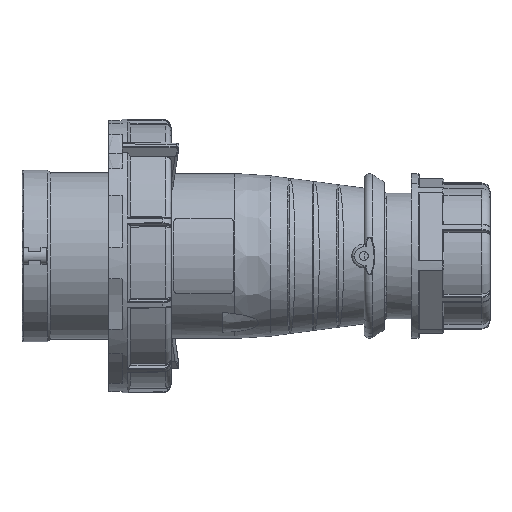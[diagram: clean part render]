
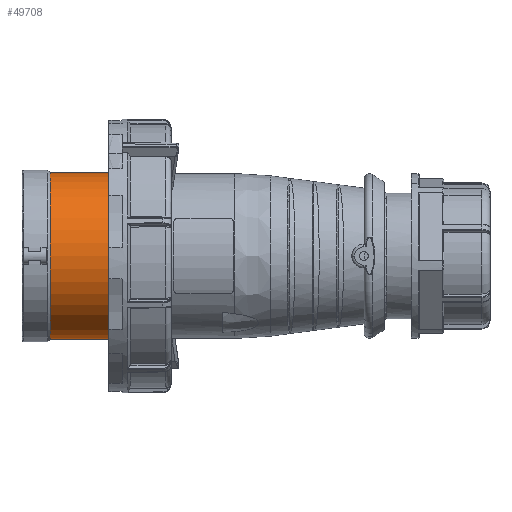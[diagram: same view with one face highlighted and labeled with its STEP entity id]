
A CAD part, left-side view. The second image highlights one B-rep face of the part: STEP entity #49708.
In plain terms, the highlighted cylindrical face has radius 30.6 mm (diameter 61.2 mm), a partial arc.
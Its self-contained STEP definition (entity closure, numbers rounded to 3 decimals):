
#176 = EDGE_CURVE ( 'NONE', #5767, #49277, #49278, .T. ) ;
#268 = EDGE_CURVE ( 'NONE', #52679, #36164, #36492, .T. ) ;
#1526 = CARTESIAN_POINT ( 'NONE',  ( -38.243, 17.81, 27.506 ) ) ;
#1798 = CARTESIAN_POINT ( 'NONE',  ( -49.013, 17.81, 18.667 ) ) ;
#2137 = CARTESIAN_POINT ( 'NONE',  ( -44.904, 45.11, -23.055 ) ) ;
#2344 = CARTESIAN_POINT ( 'NONE',  ( -55.086, 17.81, -4.006 ) ) ;
#2691 = CARTESIAN_POINT ( 'NONE',  ( -55.283, 45.11, -2.003 ) ) ;
#3256 = CARTESIAN_POINT ( 'NONE',  ( -38.243, 45.11, 27.506 ) ) ;
#3334 = AXIS2_PLACEMENT_3D ( 'NONE', #5499, #18656, #18084 ) ;
#5499 = CARTESIAN_POINT ( 'NONE',  ( -24.682, 6000045.11, 0. ) ) ;
#5767 = VERTEX_POINT ( 'NONE', #31234 ) ;
#5999 = CARTESIAN_POINT ( 'NONE',  ( -44.904, 17.81, 23.055 ) ) ;
#6259 = CARTESIAN_POINT ( 'NONE',  ( -53.72, 17.81, 9.86 ) ) ;
#6484 = CARTESIAN_POINT ( 'NONE',  ( -24.682, 45.11, -30.6 ) ) ;
#6602 = CARTESIAN_POINT ( 'NONE',  ( -51.239, 45.11, -15.336 ) ) ;
#6896 = CARTESIAN_POINT ( 'NONE',  ( -28.687, 45.11, -30.405 ) ) ;
#7445 = CARTESIAN_POINT ( 'NONE',  ( -47.737, 45.11, 20.222 ) ) ;
#7723 = VECTOR ( 'NONE', #45403, 1000. ) ;
#9895 = CARTESIAN_POINT ( 'NONE',  ( -51.239, 17.81, 15.336 ) ) ;
#10167 = CARTESIAN_POINT ( 'NONE',  ( -26.684, 17.81, -30.602 ) ) ;
#10530 = CARTESIAN_POINT ( 'NONE',  ( -43.348, 45.11, 24.332 ) ) ;
#10710 = CARTESIAN_POINT ( 'NONE',  ( -47.737, 17.81, 20.222 ) ) ;
#10966 = CARTESIAN_POINT ( 'NONE',  ( -54.305, 17.81, 7.935 ) ) ;
#11047 = CARTESIAN_POINT ( 'NONE',  ( -26.684, 45.11, -30.602 ) ) ;
#11617 = CARTESIAN_POINT ( 'NONE',  ( -34.542, 45.11, -29.039 ) ) ;
#13703 = ORIENTED_EDGE ( 'NONE', *, *, #176, .F. ) ;
#13894 = CYLINDRICAL_SURFACE ( 'NONE', #3334, 30.6 ) ;
#14105 = CARTESIAN_POINT ( 'NONE',  ( -52.187, 17.81, -13.561 ) ) ;
#14373 = CARTESIAN_POINT ( 'NONE',  ( -49.013, 17.81, -18.667 ) ) ;
#14639 = CARTESIAN_POINT ( 'NONE',  ( -51.239, 17.81, -15.336 ) ) ;
#14925 = CARTESIAN_POINT ( 'NONE',  ( -40.018, 17.81, 26.557 ) ) ;
#15002 = CARTESIAN_POINT ( 'NONE',  ( -26.684, 45.11, 30.602 ) ) ;
#18084 = DIRECTION ( 'NONE',  ( 0., 0., -1. ) ) ;
#18585 = CARTESIAN_POINT ( 'NONE',  ( -54.305, 17.81, -7.935 ) ) ;
#18656 = DIRECTION ( 'NONE',  ( 0., -1., 0. ) ) ;
#18843 = CARTESIAN_POINT ( 'NONE',  ( -53.72, 17.81, -9.86 ) ) ;
#19104 = CARTESIAN_POINT ( 'NONE',  ( -24.682, 17.81, 30.6 ) ) ;
#19185 = CARTESIAN_POINT ( 'NONE',  ( -55.086, 45.11, -4.006 ) ) ;
#20310 = CARTESIAN_POINT ( 'NONE',  ( -24.682, 45.11, -30.6 ) ) ;
#20485 = ORIENTED_EDGE ( 'NONE', *, *, #48527, .F. ) ;
#22763 = CARTESIAN_POINT ( 'NONE',  ( -26.684, 17.81, 30.602 ) ) ;
#23042 = CARTESIAN_POINT ( 'NONE',  ( -32.616, 17.81, 29.623 ) ) ;
#23646 = CARTESIAN_POINT ( 'NONE',  ( -49.013, 45.11, -18.667 ) ) ;
#23932 = CARTESIAN_POINT ( 'NONE',  ( -47.737, 45.11, -20.222 ) ) ;
#25772 = ORIENTED_EDGE ( 'NONE', *, *, #47151, .F. ) ;
#25903 = FACE_OUTER_BOUND ( 'NONE', #51782, .T. ) ;
#26301 = B_SPLINE_CURVE_WITH_KNOTS ( 'NONE', 3,
 ( #20310, #11047, #6896, #54009, #11617, #27819, #28094, #32834, #2137, #23932, #23646, #6602, #49824, #40919, #44818, #19185, #2691, #32013, #36198, #40651, #49544, #28648, #53724, #53200, #7445, #54282, #10530, #45653, #3256, #36729, #37307, #41486, #15002, #48993 ),
 .UNSPECIFIED., .F., .F.,
 ( 4, 2, 2, 2, 2, 2, 2, 2, 2, 2, 2, 2, 2, 2, 2, 2, 4 ),
 ( 0., 0.063, 0.125, 0.188, 0.25, 0.313, 0.375, 0.438, 0.5, 0.563, 0.625, 0.688, 0.75, 0.813, 0.875, 0.938, 1. ),
 .UNSPECIFIED. ) ;
#26916 = CARTESIAN_POINT ( 'NONE',  ( -28.687, 17.81, -30.405 ) ) ;
#27311 = DIRECTION ( 'NONE',  ( 0., -1., 0. ) ) ;
#27745 = CARTESIAN_POINT ( 'NONE',  ( -55.283, 17.81, -2.003 ) ) ;
#27819 = CARTESIAN_POINT ( 'NONE',  ( -38.243, 45.11, -27.506 ) ) ;
#28094 = CARTESIAN_POINT ( 'NONE',  ( -40.018, 45.11, -26.557 ) ) ;
#28648 = CARTESIAN_POINT ( 'NONE',  ( -52.187, 45.11, 13.561 ) ) ;
#30854 = VECTOR ( 'NONE', #27311, 1000. ) ;
#31234 = CARTESIAN_POINT ( 'NONE',  ( -24.682, 45.11, 30.6 ) ) ;
#31393 = CARTESIAN_POINT ( 'NONE',  ( -47.737, 17.81, -20.222 ) ) ;
#31665 = CARTESIAN_POINT ( 'NONE',  ( -43.348, 17.81, -24.332 ) ) ;
#32013 = CARTESIAN_POINT ( 'NONE',  ( -55.283, 45.11, 2.003 ) ) ;
#32834 = CARTESIAN_POINT ( 'NONE',  ( -43.348, 45.11, -24.332 ) ) ;
#34423 = B_SPLINE_CURVE_WITH_KNOTS ( 'NONE', 3,
 ( #19104, #22763, #39760, #23042, #52833, #1526, #14925, #52300, #5999, #10710, #1798, #9895, #39470, #6259, #10966, #40032, #35842, #27745, #2344, #18585, #18843, #14105, #14639, #14373, #31393, #44735, #31665, #35574, #48109, #48650, #48369, #26916, #10167, #40284 ),
 .UNSPECIFIED., .F., .F.,
 ( 4, 2, 2, 2, 2, 2, 2, 2, 2, 2, 2, 2, 2, 2, 2, 2, 4 ),
 ( 0., 0.062, 0.125, 0.187, 0.25, 0.312, 0.375, 0.437, 0.5, 0.562, 0.625, 0.687, 0.75, 0.812, 0.875, 0.937, 1. ),
 .UNSPECIFIED. ) ;
#35574 = CARTESIAN_POINT ( 'NONE',  ( -40.018, 17.81, -26.557 ) ) ;
#35842 = CARTESIAN_POINT ( 'NONE',  ( -55.283, 17.81, 2.003 ) ) ;
#36164 = VERTEX_POINT ( 'NONE', #47998 ) ;
#36198 = CARTESIAN_POINT ( 'NONE',  ( -55.086, 45.11, 4.006 ) ) ;
#36475 = CARTESIAN_POINT ( 'NONE',  ( -24.682, 17.81, 30.6 ) ) ;
#36492 = LINE ( 'NONE', #40944, #7723 ) ;
#36729 = CARTESIAN_POINT ( 'NONE',  ( -34.542, 45.11, 29.039 ) ) ;
#37307 = CARTESIAN_POINT ( 'NONE',  ( -32.616, 45.11, 29.623 ) ) ;
#39470 = CARTESIAN_POINT ( 'NONE',  ( -52.187, 17.81, 13.561 ) ) ;
#39760 = CARTESIAN_POINT ( 'NONE',  ( -28.687, 17.81, 30.405 ) ) ;
#40032 = CARTESIAN_POINT ( 'NONE',  ( -55.086, 17.81, 4.006 ) ) ;
#40284 = CARTESIAN_POINT ( 'NONE',  ( -24.682, 17.81, -30.6 ) ) ;
#40651 = CARTESIAN_POINT ( 'NONE',  ( -54.305, 45.11, 7.935 ) ) ;
#40919 = CARTESIAN_POINT ( 'NONE',  ( -53.72, 45.11, -9.86 ) ) ;
#40944 = CARTESIAN_POINT ( 'NONE',  ( -24.682, 6000045.11, -30.6 ) ) ;
#41486 = CARTESIAN_POINT ( 'NONE',  ( -28.687, 45.11, 30.405 ) ) ;
#43970 = ORIENTED_EDGE ( 'NONE', *, *, #268, .T. ) ;
#44735 = CARTESIAN_POINT ( 'NONE',  ( -44.904, 17.81, -23.055 ) ) ;
#44818 = CARTESIAN_POINT ( 'NONE',  ( -54.305, 45.11, -7.935 ) ) ;
#45403 = DIRECTION ( 'NONE',  ( 0., -1., 0. ) ) ;
#45653 = CARTESIAN_POINT ( 'NONE',  ( -40.018, 45.11, 26.557 ) ) ;
#47151 = EDGE_CURVE ( 'NONE', #49277, #36164, #34423, .T. ) ;
#47998 = CARTESIAN_POINT ( 'NONE',  ( -24.682, 17.81, -30.6 ) ) ;
#48109 = CARTESIAN_POINT ( 'NONE',  ( -38.243, 17.81, -27.506 ) ) ;
#48369 = CARTESIAN_POINT ( 'NONE',  ( -32.616, 17.81, -29.623 ) ) ;
#48527 = EDGE_CURVE ( 'NONE', #52679, #5767, #26301, .T. ) ;
#48650 = CARTESIAN_POINT ( 'NONE',  ( -34.542, 17.81, -29.039 ) ) ;
#48993 = CARTESIAN_POINT ( 'NONE',  ( -24.682, 45.11, 30.6 ) ) ;
#49277 = VERTEX_POINT ( 'NONE', #36475 ) ;
#49278 = LINE ( 'NONE', #52936, #30854 ) ;
#49544 = CARTESIAN_POINT ( 'NONE',  ( -53.72, 45.11, 9.86 ) ) ;
#49708 = ADVANCED_FACE ( 'NONE', ( #25903 ), #13894, .T. ) ;
#49824 = CARTESIAN_POINT ( 'NONE',  ( -52.187, 45.11, -13.561 ) ) ;
#51782 = EDGE_LOOP ( 'NONE', ( #13703, #20485, #43970, #25772 ) ) ;
#52300 = CARTESIAN_POINT ( 'NONE',  ( -43.348, 17.81, 24.332 ) ) ;
#52679 = VERTEX_POINT ( 'NONE', #6484 ) ;
#52833 = CARTESIAN_POINT ( 'NONE',  ( -34.542, 17.81, 29.039 ) ) ;
#52936 = CARTESIAN_POINT ( 'NONE',  ( -24.682, 6000045.11, 30.6 ) ) ;
#53200 = CARTESIAN_POINT ( 'NONE',  ( -49.013, 45.11, 18.667 ) ) ;
#53724 = CARTESIAN_POINT ( 'NONE',  ( -51.239, 45.11, 15.336 ) ) ;
#54009 = CARTESIAN_POINT ( 'NONE',  ( -32.616, 45.11, -29.623 ) ) ;
#54282 = CARTESIAN_POINT ( 'NONE',  ( -44.904, 45.11, 23.055 ) ) ;
